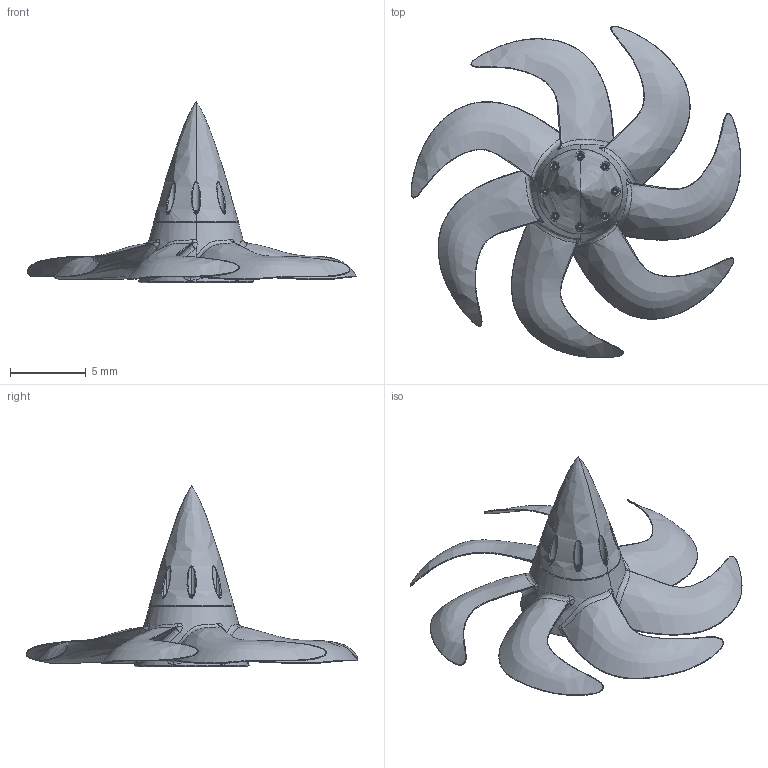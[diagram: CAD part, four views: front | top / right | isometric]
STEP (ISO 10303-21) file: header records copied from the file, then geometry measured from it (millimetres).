
FILE_DESCRIPTION (( 'STEP AP214' ), '1' );
FILE_NAME ('Submarine Propeller (corrected).STEP', '2018-01-09T08:21:12', ( 'M.B.I.' ), ( '' ), 'SwSTEP 2.0', '', '' );
FILE_SCHEMA (( 'AUTOMOTIVE_DESIGN' ));
Length unit declared in the file: millimetre
Products named in the file (1): Submarine Propeller (corrected)
Bounding box: 21.76 x 21.87 x 12 mm (x, y, z)
Volume: 271.7 mm3; surface area: 814 mm2
Topology: 10 solids, 10 shells, 325 faces, 798 edges, 510 vertices
Faces by surface type: plane 100, bspline 90, cone 79, cylinder 56
Entity records: 33951 total; most frequent: CARTESIAN_POINT 27056, ORIENTED_EDGE 1592, DIRECTION 1085, EDGE_CURVE 796, VERTEX_POINT 510, AXIS2_PLACEMENT_3D 439, B_SPLINE_CURVE_WITH_KNOTS 386, EDGE_LOOP 360
